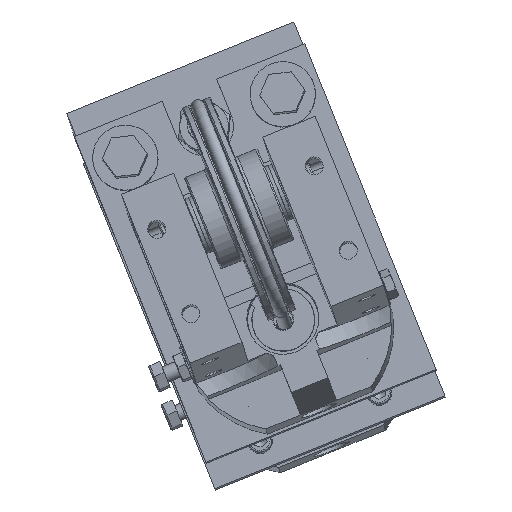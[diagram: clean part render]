
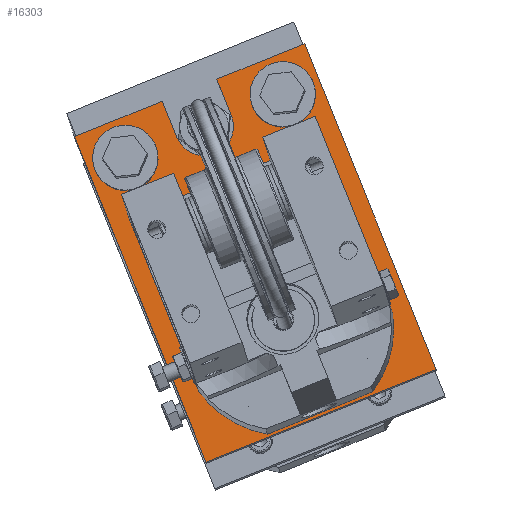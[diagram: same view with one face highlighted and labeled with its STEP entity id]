
A CAD part, top view. The second image highlights one B-rep face of the part: STEP entity #16303.
In plain terms, the highlighted face is planar.
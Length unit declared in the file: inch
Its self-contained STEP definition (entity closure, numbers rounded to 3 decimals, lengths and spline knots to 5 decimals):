
#15789=CARTESIAN_POINT('',(2.75801,-4.39195,0.25));
#15790=VERTEX_POINT('',#15789);
#15791=CARTESIAN_POINT('',(1.62551,-4.39195,0.25));
#15792=DIRECTION('',(0.0,0.0,-1.0));
#15793=DIRECTION('',(-1.0,0.0,0.0));
#15794=AXIS2_PLACEMENT_3D('',#15791,#15792,#15793);
#15795=CIRCLE('',#15794,1.1325);
#15796=EDGE_CURVE('',#15790,#15790,#15795,.T.);
#15817=CARTESIAN_POINT('',(3.68851,-0.14195,0.25));
#15818=VERTEX_POINT('',#15817);
#15819=CARTESIAN_POINT('',(3.25051,-0.14195,0.25));
#15820=DIRECTION('',(0.0,0.0,-1.0));
#15821=DIRECTION('',(-1.0,0.0,0.0));
#15822=AXIS2_PLACEMENT_3D('',#15819,#15820,#15821);
#15823=CIRCLE('',#15822,0.438);
#15824=EDGE_CURVE('',#15818,#15818,#15823,.T.);
#15845=CARTESIAN_POINT('',(0.43851,-0.14195,0.25));
#15846=VERTEX_POINT('',#15845);
#15847=CARTESIAN_POINT('',(0.00051,-0.14195,0.25));
#15848=DIRECTION('',(0.0,0.0,-1.0));
#15849=DIRECTION('',(-1.0,0.0,0.0));
#15850=AXIS2_PLACEMENT_3D('',#15847,#15848,#15849);
#15851=CIRCLE('',#15850,0.438);
#15852=EDGE_CURVE('',#15846,#15846,#15851,.T.);
#15873=CARTESIAN_POINT('',(3.01951,-3.16195,0.25));
#15874=VERTEX_POINT('',#15873);
#15875=CARTESIAN_POINT('',(2.85551,-3.16195,0.25));
#15876=DIRECTION('',(0.0,0.0,-1.0));
#15877=DIRECTION('',(-1.0,0.0,0.0));
#15878=AXIS2_PLACEMENT_3D('',#15875,#15876,#15877);
#15879=CIRCLE('',#15878,0.164);
#15880=EDGE_CURVE('',#15874,#15874,#15879,.T.);
#15901=CARTESIAN_POINT('',(3.01951,-5.62195,0.25));
#15902=VERTEX_POINT('',#15901);
#15903=CARTESIAN_POINT('',(2.85551,-5.62195,0.25));
#15904=DIRECTION('',(0.0,0.0,-1.0));
#15905=DIRECTION('',(-1.0,0.0,0.0));
#15906=AXIS2_PLACEMENT_3D('',#15903,#15904,#15905);
#15907=CIRCLE('',#15906,0.164);
#15908=EDGE_CURVE('',#15902,#15902,#15907,.T.);
#15929=CARTESIAN_POINT('',(0.55951,-5.62195,0.25));
#15930=VERTEX_POINT('',#15929);
#15931=CARTESIAN_POINT('',(0.39551,-5.62195,0.25));
#15932=DIRECTION('',(0.0,0.0,-1.0));
#15933=DIRECTION('',(-1.0,0.0,0.0));
#15934=AXIS2_PLACEMENT_3D('',#15931,#15932,#15933);
#15935=CIRCLE('',#15934,0.164);
#15936=EDGE_CURVE('',#15930,#15930,#15935,.T.);
#15957=CARTESIAN_POINT('',(0.55951,-3.16195,0.25));
#15958=VERTEX_POINT('',#15957);
#15959=CARTESIAN_POINT('',(0.39551,-3.16195,0.25));
#15960=DIRECTION('',(0.0,0.0,-1.0));
#15961=DIRECTION('',(-1.0,0.0,0.0));
#15962=AXIS2_PLACEMENT_3D('',#15959,#15960,#15961);
#15963=CIRCLE('',#15962,0.164);
#15964=EDGE_CURVE('',#15958,#15958,#15963,.T.);
#15985=CARTESIAN_POINT('',(-0.74949,0.60805,0.25));
#15986=VERTEX_POINT('',#15985);
#15987=CARTESIAN_POINT('',(1.06351,0.60805,0.25));
#15988=VERTEX_POINT('',#15987);
#15989=CARTESIAN_POINT('',(-0.74949,0.60805,0.25));
#15990=DIRECTION('',(1.0,0.0,0.0));
#15991=VECTOR('',#15990,1.813);
#15992=LINE('',#15989,#15991);
#15993=EDGE_CURVE('',#15986,#15988,#15992,.T.);
#16025=CARTESIAN_POINT('',(1.06351,-0.14195,0.25));
#16026=VERTEX_POINT('',#16025);
#16027=CARTESIAN_POINT('',(1.06351,0.60805,0.25));
#16028=DIRECTION('',(0.0,-1.0,0.0));
#16029=VECTOR('',#16028,0.75);
#16030=LINE('',#16027,#16029);
#16031=EDGE_CURVE('',#15988,#16026,#16030,.T.);
#16056=CARTESIAN_POINT('',(2.18751,-0.14195,0.25));
#16057=VERTEX_POINT('',#16056);
#16058=CARTESIAN_POINT('',(1.62551,-0.14195,0.25));
#16059=DIRECTION('',(0.0,0.0,1.0));
#16060=DIRECTION('',(1.0,0.0,0.0));
#16061=AXIS2_PLACEMENT_3D('',#16058,#16059,#16060);
#16062=CIRCLE('',#16061,0.562);
#16063=EDGE_CURVE('',#16026,#16057,#16062,.T.);
#16089=CARTESIAN_POINT('',(2.18751,0.60805,0.25));
#16090=VERTEX_POINT('',#16089);
#16091=CARTESIAN_POINT('',(2.18751,-0.14195,0.25));
#16092=DIRECTION('',(0.0,1.0,0.0));
#16093=VECTOR('',#16092,0.75);
#16094=LINE('',#16091,#16093);
#16095=EDGE_CURVE('',#16057,#16090,#16094,.T.);
#16120=CARTESIAN_POINT('',(4.00051,0.60805,0.25));
#16121=VERTEX_POINT('',#16120);
#16122=CARTESIAN_POINT('',(2.18751,0.60805,0.25));
#16123=DIRECTION('',(1.0,0.0,0.0));
#16124=VECTOR('',#16123,1.813);
#16125=LINE('',#16122,#16124);
#16126=EDGE_CURVE('',#16090,#16121,#16125,.T.);
#16151=CARTESIAN_POINT('',(4.00051,-6.14195,0.25));
#16152=VERTEX_POINT('',#16151);
#16153=CARTESIAN_POINT('',(4.00051,0.60805,0.25));
#16154=DIRECTION('',(0.0,-1.0,0.0));
#16155=VECTOR('',#16154,6.75);
#16156=LINE('',#16153,#16155);
#16157=EDGE_CURVE('',#16121,#16152,#16156,.T.);
#16182=CARTESIAN_POINT('',(-0.74949,-6.14195,0.25));
#16183=VERTEX_POINT('',#16182);
#16184=CARTESIAN_POINT('',(4.00051,-6.14195,0.25));
#16185=DIRECTION('',(-1.0,0.0,0.0));
#16186=VECTOR('',#16185,4.75);
#16187=LINE('',#16184,#16186);
#16188=EDGE_CURVE('',#16152,#16183,#16187,.T.);
#16213=CARTESIAN_POINT('',(-0.74949,-6.14195,0.25));
#16214=DIRECTION('',(0.0,1.0,0.0));
#16215=VECTOR('',#16214,6.75);
#16216=LINE('',#16213,#16215);
#16217=EDGE_CURVE('',#16183,#15986,#16216,.T.);
#16267=CARTESIAN_POINT('',(1.62551,-2.57716,0.25));
#16268=DIRECTION('',(0.0,0.0,1.0));
#16269=DIRECTION('',(1.0,0.0,0.0));
#16270=AXIS2_PLACEMENT_3D('',#16267,#16268,#16269);
#16271=PLANE('',#16270);
#16272=ORIENTED_EDGE('',*,*,#15993,.F.);
#16273=ORIENTED_EDGE('',*,*,#16217,.F.);
#16274=ORIENTED_EDGE('',*,*,#16188,.F.);
#16275=ORIENTED_EDGE('',*,*,#16157,.F.);
#16276=ORIENTED_EDGE('',*,*,#16126,.F.);
#16277=ORIENTED_EDGE('',*,*,#16095,.F.);
#16278=ORIENTED_EDGE('',*,*,#16063,.F.);
#16279=ORIENTED_EDGE('',*,*,#16031,.F.);
#16280=EDGE_LOOP('',(#16272,#16273,#16274,#16275,#16276,#16277,#16278,#16279));
#16281=FACE_OUTER_BOUND('',#16280,.T.);
#16282=ORIENTED_EDGE('',*,*,#15796,.T.);
#16283=EDGE_LOOP('',(#16282));
#16284=FACE_BOUND('',#16283,.T.);
#16285=ORIENTED_EDGE('',*,*,#15824,.T.);
#16286=EDGE_LOOP('',(#16285));
#16287=FACE_BOUND('',#16286,.T.);
#16288=ORIENTED_EDGE('',*,*,#15852,.T.);
#16289=EDGE_LOOP('',(#16288));
#16290=FACE_BOUND('',#16289,.T.);
#16291=ORIENTED_EDGE('',*,*,#15880,.T.);
#16292=EDGE_LOOP('',(#16291));
#16293=FACE_BOUND('',#16292,.T.);
#16294=ORIENTED_EDGE('',*,*,#15908,.T.);
#16295=EDGE_LOOP('',(#16294));
#16296=FACE_BOUND('',#16295,.T.);
#16297=ORIENTED_EDGE('',*,*,#15936,.T.);
#16298=EDGE_LOOP('',(#16297));
#16299=FACE_BOUND('',#16298,.T.);
#16300=ORIENTED_EDGE('',*,*,#15964,.T.);
#16301=EDGE_LOOP('',(#16300));
#16302=FACE_BOUND('',#16301,.T.);
#16303=ADVANCED_FACE('',(#16281,#16284,#16287,#16290,#16293,#16296,#16299,#16302),#16271,.T.);
